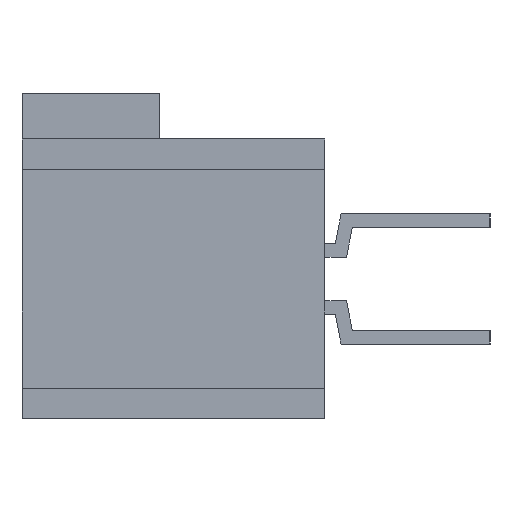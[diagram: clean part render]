
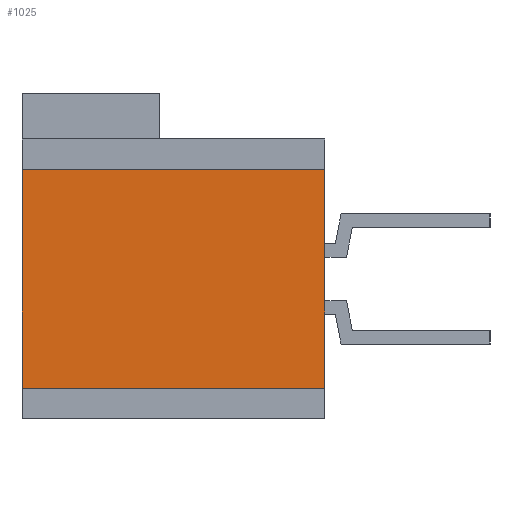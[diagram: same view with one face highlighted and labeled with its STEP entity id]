
A CAD part, left-side view. The second image highlights one B-rep face of the part: STEP entity #1025.
In plain terms, the highlighted planar face has unit normal (-1, 0, 0).
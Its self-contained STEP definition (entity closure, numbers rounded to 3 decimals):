
#17265 = FACE_OUTER_BOUND ( 'NONE', #1132, .T. ) ;
#17266 = PLANE ( 'NONE',  #17267 ) ;
#17267 = AXIS2_PLACEMENT_3D ( 'NONE', #17268, #17269, #17270 ) ;
#17268 = CARTESIAN_POINT ( 'NONE',  ( -20.48, 7.2, -2.38 ) ) ;
#17269 = DIRECTION ( 'NONE',  ( 1., 0., 0. ) ) ;
#17270 = DIRECTION ( 'NONE',  ( 0., 0., 1. ) ) ;
#1025 = ADVANCED_FACE ( 'NONE', ( #17265 ), #17266, .F. ) ;
#1111 = LINE ( 'NONE', #1112, #1113 ) ;
#1112 = CARTESIAN_POINT ( 'NONE',  ( -20.48, 7.2, 2.38 ) ) ;
#1113 = VECTOR ( 'NONE', #1114, 1000. ) ;
#1114 = DIRECTION ( 'NONE',  ( 0., 0., 1. ) ) ;
#1132 = EDGE_LOOP ( 'NONE', ( #5277, #23812, #26696, #21684 ) ) ;
#1829 = CARTESIAN_POINT ( 'NONE',  ( -20.48, 7.2, -2.38 ) ) ;
#3280 = LINE ( 'NONE', #3281, #3282 ) ;
#3281 = CARTESIAN_POINT ( 'NONE',  ( -20.48, 7.2, 2.38 ) ) ;
#3282 = VECTOR ( 'NONE', #3283, 1000. ) ;
#3283 = DIRECTION ( 'NONE',  ( 0., -1., 0. ) ) ;
#20879 = VERTEX_POINT ( 'NONE', #8930 ) ;
#21615 = EDGE_CURVE ( 'NONE', #24464, #21786, #9425, .T. ) ;
#5277 = ORIENTED_EDGE ( 'NONE', *, *, #8177, .F. ) ;
#21684 = ORIENTED_EDGE ( 'NONE', *, *, #10398, .F. ) ;
#21786 = VERTEX_POINT ( 'NONE', #9618 ) ;
#6535 = LINE ( 'NONE', #6536, #6537 ) ;
#6536 = CARTESIAN_POINT ( 'NONE',  ( -20.48, 7.2, -2.38 ) ) ;
#6537 = VECTOR ( 'NONE', #6538, 1000. ) ;
#6538 = DIRECTION ( 'NONE',  ( 0., 1., 0. ) ) ;
#23812 = ORIENTED_EDGE ( 'NONE', *, *, #15237, .F. ) ;
#24464 = VERTEX_POINT ( 'NONE', #12604 ) ;
#8177 = EDGE_CURVE ( 'NONE', #8965, #20879, #1111, .T. ) ;
#8930 = CARTESIAN_POINT ( 'NONE',  ( -20.48, 7.2, 2.38 ) ) ;
#8965 = VERTEX_POINT ( 'NONE', #1829 ) ;
#9425 = LINE ( 'NONE', #9426, #9427 ) ;
#9426 = CARTESIAN_POINT ( 'NONE',  ( -20.48, 0.6, 2.38 ) ) ;
#9427 = VECTOR ( 'NONE', #9428, 1000. ) ;
#9428 = DIRECTION ( 'NONE',  ( 0., 0., -1. ) ) ;
#9618 = CARTESIAN_POINT ( 'NONE',  ( -20.48, 0.6, -2.38 ) ) ;
#26696 = ORIENTED_EDGE ( 'NONE', *, *, #21615, .F. ) ;
#10398 = EDGE_CURVE ( 'NONE', #20879, #24464, #3280, .T. ) ;
#12604 = CARTESIAN_POINT ( 'NONE',  ( -20.48, 0.6, 2.38 ) ) ;
#15237 = EDGE_CURVE ( 'NONE', #21786, #8965, #6535, .T. ) ;
